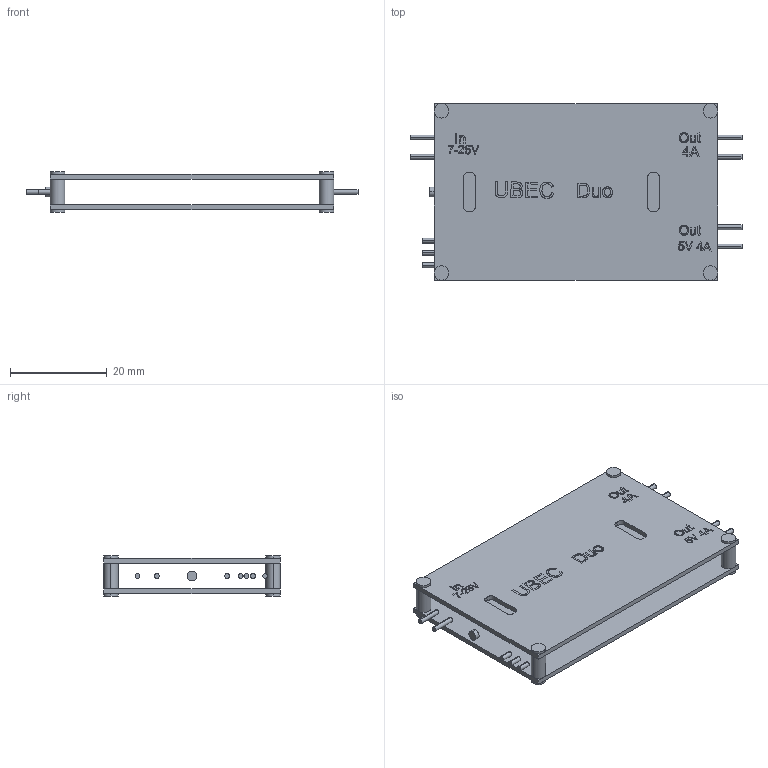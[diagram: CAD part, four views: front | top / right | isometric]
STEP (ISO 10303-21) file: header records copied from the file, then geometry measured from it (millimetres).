
FILE_DESCRIPTION (( 'STEP AP203' ), '1' );
FILE_NAME ('UBEC Duo.STEP', '2022-07-07T03:52:46', ( '' ), ( '' ), 'SwSTEP 2.0', 'SolidWorks 2020', '' );
FILE_SCHEMA (( 'CONFIG_CONTROL_DESIGN' ));
Length unit declared in the file: millimetre
Products named in the file (1): UBEC Duo
Bounding box: 68.5 x 36.5 x 8.3 mm (x, y, z)
Volume: 4443.3 mm3; surface area: 9285.2 mm2
Topology: 37 solids, 37 shells, 603 faces, 1557 edges, 1022 vertices
Faces by surface type: plane 302, bspline 249, cylinder 52
Entity records: 20582 total; most frequent: CARTESIAN_POINT 7416, ORIENTED_EDGE 3114, DIRECTION 1889, EDGE_CURVE 1557, VERTEX_POINT 1022, VECTOR 939, LINE 939, EDGE_LOOP 627
